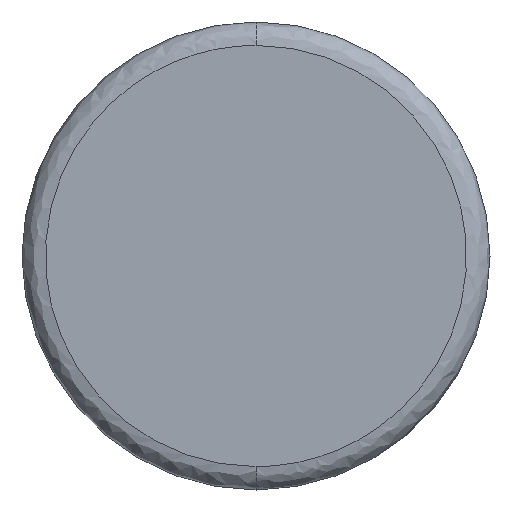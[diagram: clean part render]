
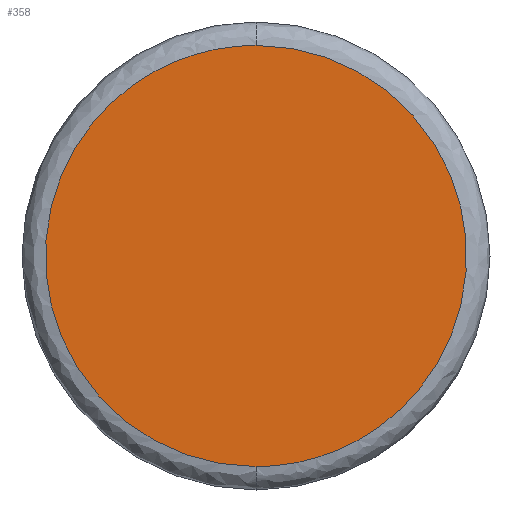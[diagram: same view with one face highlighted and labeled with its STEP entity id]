
A CAD part, left-side view. The second image highlights one B-rep face of the part: STEP entity #358.
In plain terms, the highlighted planar face has unit normal (-1, 0, 0).
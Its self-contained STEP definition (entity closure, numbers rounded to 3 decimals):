
#14 = VERTEX_POINT ( 'NONE', #359 ) ;
#29 = ORIENTED_EDGE ( 'NONE', *, *, #424, .F. ) ;
#69 = CARTESIAN_POINT ( 'NONE',  ( 0., 7.38, -3.69 ) ) ;
#212 = AXIS2_PLACEMENT_3D ( 'NONE', #533, #279, #275 ) ;
#218 = CARTESIAN_POINT ( 'NONE',  ( 0., -7.38, 3.69 ) ) ;
#275 = DIRECTION ( 'NONE',  ( 0., 0., 1. ) ) ;
#279 = DIRECTION ( 'NONE',  ( -1., 0., 0. ) ) ;
#283 = EDGE_LOOP ( 'NONE', ( #29, #417 ) ) ;
#338 = CARTESIAN_POINT ( 'NONE',  ( 0., 7.38, 3.69 ) ) ;
#347 =( BOUNDED_CURVE ( )  B_SPLINE_CURVE ( 3, ( #590, #69, #338, #586 ),
 .UNSPECIFIED., .F., .T. ) 
 B_SPLINE_CURVE_WITH_KNOTS ( ( 4, 4 ),
 ( 0.5, 1. ),
 .UNSPECIFIED. ) 
 CURVE ( )  GEOMETRIC_REPRESENTATION_ITEM ( )  RATIONAL_B_SPLINE_CURVE ( ( 1., 0.333, 0.333, 1. ) ) 
 REPRESENTATION_ITEM ( '' )  );
#348 = CARTESIAN_POINT ( 'NONE',  ( 0., 0., 3.69 ) ) ;
#358 = ADVANCED_FACE ( '��1', ( #786 ), #397, .T. ) ;
#359 = CARTESIAN_POINT ( 'NONE',  ( 0., 0., -3.69 ) ) ;
#395 =( BOUNDED_CURVE ( )  B_SPLINE_CURVE ( 3, ( #348, #218, #613, #682 ),
 .UNSPECIFIED., .F., .T. ) 
 B_SPLINE_CURVE_WITH_KNOTS ( ( 4, 4 ),
 ( 0., 0.5 ),
 .UNSPECIFIED. ) 
 CURVE ( )  GEOMETRIC_REPRESENTATION_ITEM ( )  RATIONAL_B_SPLINE_CURVE ( ( 1., 0.333, 0.333, 1. ) ) 
 REPRESENTATION_ITEM ( '' )  );
#397 = PLANE ( 'NONE',  #212 ) ;
#399 = EDGE_CURVE ( '����1', #14, #755, #347, .T. ) ;
#414 = CARTESIAN_POINT ( 'NONE',  ( 0., 0., 3.69 ) ) ;
#417 = ORIENTED_EDGE ( 'NONE', *, *, #399, .F. ) ;
#424 = EDGE_CURVE ( '����1', #755, #14, #395, .T. ) ;
#533 = CARTESIAN_POINT ( 'NONE',  ( 0., 0., 1.845 ) ) ;
#586 = CARTESIAN_POINT ( 'NONE',  ( 0., 0., 3.69 ) ) ;
#590 = CARTESIAN_POINT ( 'NONE',  ( 0., 0., -3.69 ) ) ;
#613 = CARTESIAN_POINT ( 'NONE',  ( 0., -7.38, -3.69 ) ) ;
#682 = CARTESIAN_POINT ( 'NONE',  ( 0., 0., -3.69 ) ) ;
#755 = VERTEX_POINT ( 'NONE', #414 ) ;
#786 = FACE_OUTER_BOUND ( 'NONE', #283, .T. ) ;
